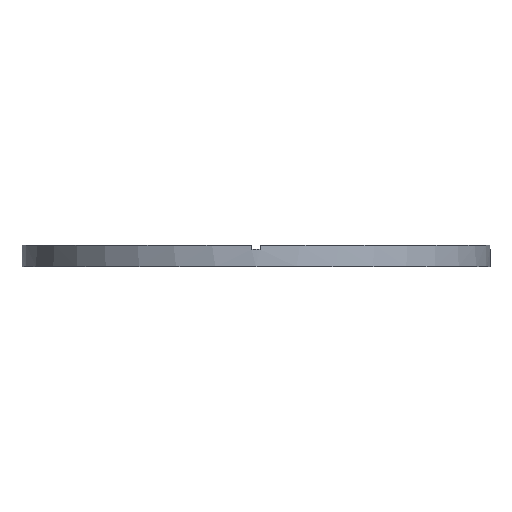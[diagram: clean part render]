
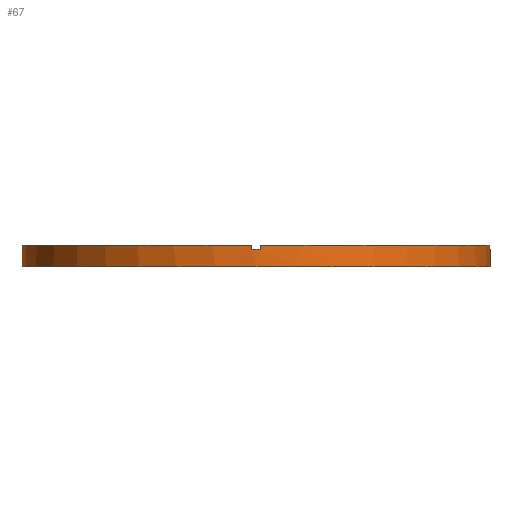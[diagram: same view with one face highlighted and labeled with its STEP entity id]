
A CAD part, front view. The second image highlights one B-rep face of the part: STEP entity #67.
In plain terms, the highlighted cylindrical face has radius 54 mm (diameter 108 mm), a partial arc.
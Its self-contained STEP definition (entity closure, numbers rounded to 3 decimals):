
#2 = AXIS2_PLACEMENT_3D ( 'NONE', #184, #435, #759 ) ;
#5 = DIRECTION ( 'NONE',  ( 1., 0., 0. ) ) ;
#10 = CARTESIAN_POINT ( 'NONE',  ( 0., 0., 4. ) ) ;
#11 = CARTESIAN_POINT ( 'NONE',  ( -53.991, -1., 4. ) ) ;
#17 = DIRECTION ( 'NONE',  ( 0., 0., -1. ) ) ;
#24 = DIRECTION ( 'NONE',  ( 1., 0., 0. ) ) ;
#42 = AXIS2_PLACEMENT_3D ( 'NONE', #541, #451, #24 ) ;
#43 = CARTESIAN_POINT ( 'NONE',  ( 53.991, -1., 5. ) ) ;
#47 = CIRCLE ( 'NONE', #254, 54. ) ;
#53 = LINE ( 'NONE', #323, #80 ) ;
#65 = EDGE_CURVE ( 'NONE', #734, #227, #689, .T. ) ;
#67 = ADVANCED_FACE ( 'NONE', ( #178 ), #191, .T. ) ;
#80 = VECTOR ( 'NONE', #513, 1000. ) ;
#85 = VECTOR ( 'NONE', #577, 1000. ) ;
#86 = EDGE_CURVE ( 'NONE', #448, #227, #694, .T. ) ;
#87 = DIRECTION ( 'NONE',  ( 0., 0., 1. ) ) ;
#99 = CARTESIAN_POINT ( 'NONE',  ( 54., 0., 4. ) ) ;
#100 = EDGE_CURVE ( 'NONE', #734, #186, #53, .T. ) ;
#102 = CARTESIAN_POINT ( 'NONE',  ( 1., -53.991, 5. ) ) ;
#107 = EDGE_CURVE ( 'NONE', #757, #216, #307, .T. ) ;
#126 = AXIS2_PLACEMENT_3D ( 'NONE', #10, #713, #5 ) ;
#129 = EDGE_CURVE ( 'NONE', #757, #186, #568, .T. ) ;
#135 = DIRECTION ( 'NONE',  ( 0., 0., 1. ) ) ;
#158 = ORIENTED_EDGE ( 'NONE', *, *, #196, .F. ) ;
#163 = CARTESIAN_POINT ( 'NONE',  ( 54., 0., 0. ) ) ;
#178 = FACE_OUTER_BOUND ( 'NONE', #470, .T. ) ;
#184 = CARTESIAN_POINT ( 'NONE',  ( 0., 0., 4. ) ) ;
#186 = VERTEX_POINT ( 'NONE', #11 ) ;
#191 = CYLINDRICAL_SURFACE ( 'NONE', #645, 54. ) ;
#196 = EDGE_CURVE ( 'NONE', #409, #494, #328, .T. ) ;
#202 = ORIENTED_EDGE ( 'NONE', *, *, #65, .F. ) ;
#207 = DIRECTION ( 'NONE',  ( 0., 0., 1. ) ) ;
#216 = VERTEX_POINT ( 'NONE', #655 ) ;
#227 = VERTEX_POINT ( 'NONE', #566 ) ;
#233 = CARTESIAN_POINT ( 'NONE',  ( 0., 0., 5. ) ) ;
#238 = ORIENTED_EDGE ( 'NONE', *, *, #86, .T. ) ;
#252 = CARTESIAN_POINT ( 'NONE',  ( 54., 0., 5. ) ) ;
#254 = AXIS2_PLACEMENT_3D ( 'NONE', #571, #486, #519 ) ;
#265 = DIRECTION ( 'NONE',  ( 1., 0., 0. ) ) ;
#280 = EDGE_CURVE ( 'NONE', #409, #476, #329, .T. ) ;
#287 = EDGE_CURVE ( 'NONE', #448, #476, #584, .T. ) ;
#293 = CIRCLE ( 'NONE', #126, 54. ) ;
#307 = LINE ( 'NONE', #555, #335 ) ;
#323 = CARTESIAN_POINT ( 'NONE',  ( -53.991, -1., 5. ) ) ;
#328 = CIRCLE ( 'NONE', #426, 54. ) ;
#329 = LINE ( 'NONE', #615, #573 ) ;
#335 = VECTOR ( 'NONE', #687, 1000. ) ;
#343 = LINE ( 'NONE', #252, #85 ) ;
#345 = CARTESIAN_POINT ( 'NONE',  ( 53.991, -1., 4. ) ) ;
#349 = CARTESIAN_POINT ( 'NONE',  ( 1., -53.991, 4. ) ) ;
#370 = ORIENTED_EDGE ( 'NONE', *, *, #100, .T. ) ;
#383 = EDGE_CURVE ( 'NONE', #455, #494, #599, .T. ) ;
#407 = EDGE_CURVE ( 'NONE', #441, #415, #343, .T. ) ;
#409 = VERTEX_POINT ( 'NONE', #102 ) ;
#415 = VERTEX_POINT ( 'NONE', #163 ) ;
#426 = AXIS2_PLACEMENT_3D ( 'NONE', #537, #207, #265 ) ;
#430 = VECTOR ( 'NONE', #710, 1000. ) ;
#435 = DIRECTION ( 'NONE',  ( 0., 0., 1. ) ) ;
#441 = VERTEX_POINT ( 'NONE', #99 ) ;
#448 = VERTEX_POINT ( 'NONE', #572 ) ;
#451 = DIRECTION ( 'NONE',  ( 0., 0., 1. ) ) ;
#455 = VERTEX_POINT ( 'NONE', #345 ) ;
#465 = ORIENTED_EDGE ( 'NONE', *, *, #533, .T. ) ;
#467 = DIRECTION ( 'NONE',  ( 1., 0., 0. ) ) ;
#470 = EDGE_LOOP ( 'NONE', ( #653, #753, #744, #158, #498, #651, #238, #202, #370, #736, #630, #465 ) ) ;
#476 = VERTEX_POINT ( 'NONE', #349 ) ;
#479 = CARTESIAN_POINT ( 'NONE',  ( -1., -53.991, 5. ) ) ;
#486 = DIRECTION ( 'NONE',  ( 0., 0., 1. ) ) ;
#490 = EDGE_CURVE ( 'NONE', #455, #441, #293, .T. ) ;
#494 = VERTEX_POINT ( 'NONE', #43 ) ;
#498 = ORIENTED_EDGE ( 'NONE', *, *, #280, .T. ) ;
#513 = DIRECTION ( 'NONE',  ( 0., 0., -1. ) ) ;
#516 = DIRECTION ( 'NONE',  ( -1., 0., 0. ) ) ;
#519 = DIRECTION ( 'NONE',  ( 1., 0., 0. ) ) ;
#533 = EDGE_CURVE ( 'NONE', #216, #415, #47, .T. ) ;
#537 = CARTESIAN_POINT ( 'NONE',  ( 0., 0., 5. ) ) ;
#541 = CARTESIAN_POINT ( 'NONE',  ( 0., 0., 4. ) ) ;
#555 = CARTESIAN_POINT ( 'NONE',  ( -54., 0., 5. ) ) ;
#561 = DIRECTION ( 'NONE',  ( 0., 0., -1. ) ) ;
#566 = CARTESIAN_POINT ( 'NONE',  ( -1., -53.991, 5. ) ) ;
#568 = CIRCLE ( 'NONE', #2, 54. ) ;
#569 = CARTESIAN_POINT ( 'NONE',  ( 0., 0., 5. ) ) ;
#571 = CARTESIAN_POINT ( 'NONE',  ( 0., 0., 0. ) ) ;
#572 = CARTESIAN_POINT ( 'NONE',  ( -1., -53.991, 4. ) ) ;
#573 = VECTOR ( 'NONE', #17, 1000. ) ;
#577 = DIRECTION ( 'NONE',  ( 0., 0., -1. ) ) ;
#584 = CIRCLE ( 'NONE', #42, 54. ) ;
#599 = LINE ( 'NONE', #735, #600 ) ;
#600 = VECTOR ( 'NONE', #135, 1000. ) ;
#615 = CARTESIAN_POINT ( 'NONE',  ( 1., -53.991, 5. ) ) ;
#630 = ORIENTED_EDGE ( 'NONE', *, *, #107, .T. ) ;
#645 = AXIS2_PLACEMENT_3D ( 'NONE', #233, #561, #516 ) ;
#648 = CARTESIAN_POINT ( 'NONE',  ( -53.991, -1., 5. ) ) ;
#651 = ORIENTED_EDGE ( 'NONE', *, *, #287, .F. ) ;
#653 = ORIENTED_EDGE ( 'NONE', *, *, #407, .F. ) ;
#655 = CARTESIAN_POINT ( 'NONE',  ( -54., 0., 0. ) ) ;
#687 = DIRECTION ( 'NONE',  ( 0., 0., -1. ) ) ;
#689 = CIRCLE ( 'NONE', #749, 54. ) ;
#694 = LINE ( 'NONE', #479, #430 ) ;
#710 = DIRECTION ( 'NONE',  ( 0., 0., 1. ) ) ;
#713 = DIRECTION ( 'NONE',  ( 0., 0., 1. ) ) ;
#734 = VERTEX_POINT ( 'NONE', #648 ) ;
#735 = CARTESIAN_POINT ( 'NONE',  ( 53.991, -1., 5. ) ) ;
#736 = ORIENTED_EDGE ( 'NONE', *, *, #129, .F. ) ;
#744 = ORIENTED_EDGE ( 'NONE', *, *, #383, .T. ) ;
#749 = AXIS2_PLACEMENT_3D ( 'NONE', #569, #87, #467 ) ;
#753 = ORIENTED_EDGE ( 'NONE', *, *, #490, .F. ) ;
#757 = VERTEX_POINT ( 'NONE', #765 ) ;
#759 = DIRECTION ( 'NONE',  ( 1., 0., 0. ) ) ;
#765 = CARTESIAN_POINT ( 'NONE',  ( -54., 0., 4. ) ) ;
